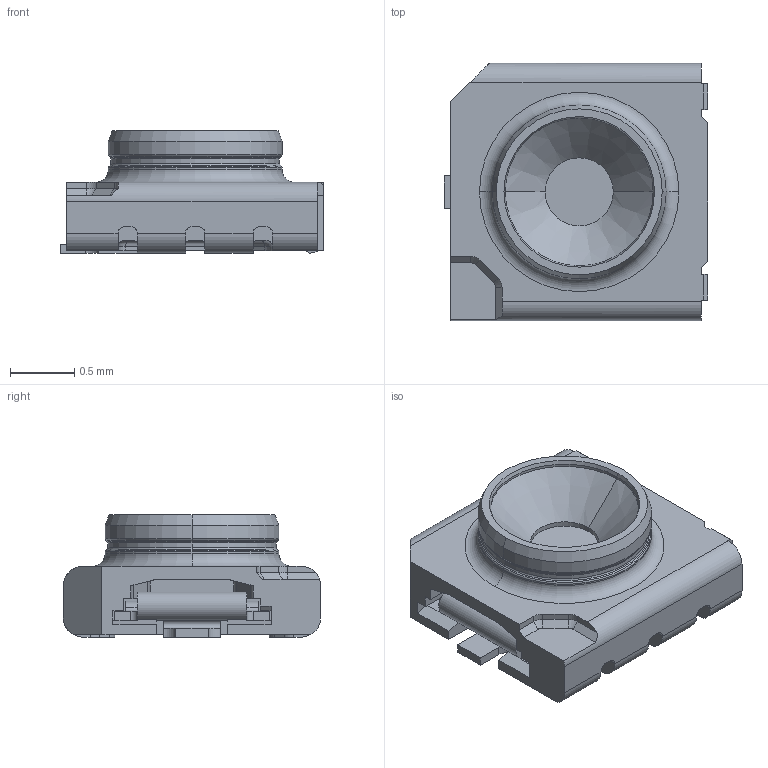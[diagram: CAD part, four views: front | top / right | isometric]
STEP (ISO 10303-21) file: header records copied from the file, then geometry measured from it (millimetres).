
FILE_DESCRIPTION((''),'2;1');
FILE_NAME('C-1551372-1','2011-12-02T',('workeradm'),('Tyco Electronics Ltd.'),'PRO/ENGINEER BY PARAMETRIC TECHNOLOGY CORPORATION, 2010430','PRO/ENGINEER BY PARAMETRIC TECHNOLOGY CORPORATION, 2010430','');
FILE_SCHEMA(('AUTOMOTIVE_DESIGN { 1 0 10303 214 1 1 1 1 }'));
Length unit declared in the file: millimetre
Products named in the file (1): C-1551372-1
Bounding box: 2.05 x 2 x 0.95 mm (x, y, z)
Volume: 2 mm3; surface area: 20.5 mm2
Topology: 1 solids, 1 shells, 397 faces, 1143 edges, 728 vertices
Faces by surface type: plane 234, cylinder 119, cone 24, torus 18, bspline 2
Entity records: 13291 total; most frequent: CARTESIAN_POINT 2419, ORIENTED_EDGE 2286, DIRECTION 2197, EDGE_CURVE 1143, VECTOR 827, LINE 827, VERTEX_POINT 728, AXIS2_PLACEMENT_3D 685
